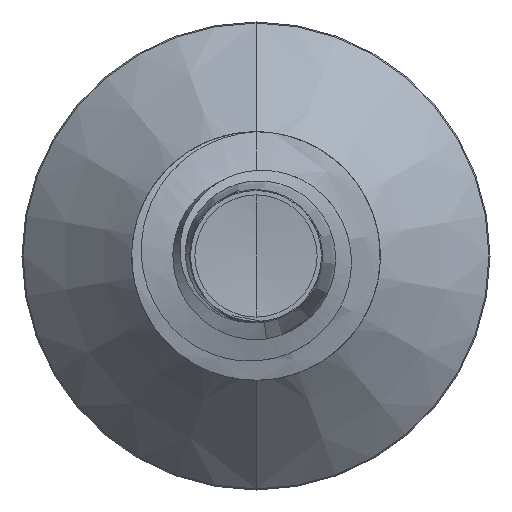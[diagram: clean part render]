
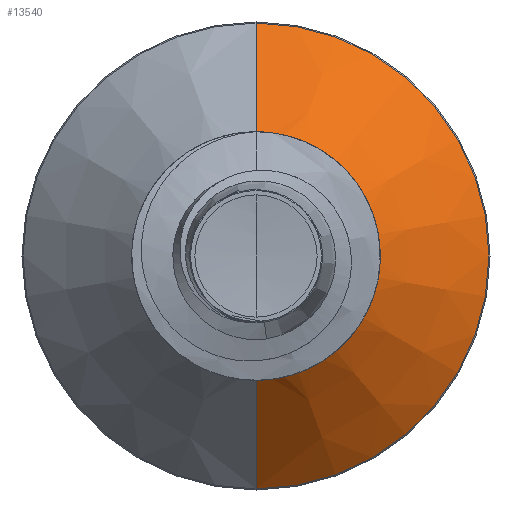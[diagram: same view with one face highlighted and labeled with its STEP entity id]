
A CAD part, front view. The second image highlights one B-rep face of the part: STEP entity #13540.
In plain terms, the highlighted conical face has half-angle 45 degrees and reference radius 2.744 mm.
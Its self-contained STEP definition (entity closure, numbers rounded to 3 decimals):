
#1428 = EDGE_CURVE ( 'NONE', #16017, #20892, #7023, .T. ) ;
#1593 = DIRECTION ( 'NONE',  ( 0., 0.707, 0.707 ) ) ;
#2220 = DIRECTION ( 'NONE',  ( 0., 0., 1. ) ) ;
#2263 = CARTESIAN_POINT ( 'NONE',  ( 0., 21.245, 0. ) ) ;
#2300 = DIRECTION ( 'NONE',  ( 0., 1., 0. ) ) ;
#3017 = ORIENTED_EDGE ( 'NONE', *, *, #20401, .T. ) ;
#3115 = AXIS2_PLACEMENT_3D ( 'NONE', #24171, #13653, #26242 ) ;
#3707 = CARTESIAN_POINT ( 'NONE',  ( 0., 21.245, -2.745 ) ) ;
#6166 = DIRECTION ( 'NONE',  ( 0., 0.707, -0.707 ) ) ;
#7023 = CIRCLE ( 'NONE', #12921, 5.624 ) ;
#7306 = CARTESIAN_POINT ( 'NONE',  ( 0., 24.124, 5.624 ) ) ;
#7320 = DIRECTION ( 'NONE',  ( 0., 0., 1. ) ) ;
#8836 = LINE ( 'NONE', #3707, #18747 ) ;
#9357 = DIRECTION ( 'NONE',  ( 0., 1., 0. ) ) ;
#9393 = CARTESIAN_POINT ( 'NONE',  ( 0., 24.124, 0. ) ) ;
#9801 = ORIENTED_EDGE ( 'NONE', *, *, #19813, .T. ) ;
#12501 = LINE ( 'NONE', #18898, #21455 ) ;
#12861 = CIRCLE ( 'NONE', #3115, 2.745 ) ;
#12921 = AXIS2_PLACEMENT_3D ( 'NONE', #9393, #9357, #7320 ) ;
#13540 = ADVANCED_FACE ( 'NONE', ( #15907 ), #24035, .T. ) ;
#13653 = DIRECTION ( 'NONE',  ( 0., 1., 0. ) ) ;
#15907 = FACE_OUTER_BOUND ( 'NONE', #22076, .T. ) ;
#16017 = VERTEX_POINT ( 'NONE', #7306 ) ;
#18116 = VERTEX_POINT ( 'NONE', #20133 ) ;
#18747 = VECTOR ( 'NONE', #6166, 1000. ) ;
#18898 = CARTESIAN_POINT ( 'NONE',  ( 0., 21.245, 2.745 ) ) ;
#19118 = EDGE_CURVE ( 'NONE', #21895, #16017, #12501, .T. ) ;
#19722 = ORIENTED_EDGE ( 'NONE', *, *, #19118, .F. ) ;
#19813 = EDGE_CURVE ( 'NONE', #18116, #20892, #8836, .T. ) ;
#20133 = CARTESIAN_POINT ( 'NONE',  ( 0., 21.245, -2.745 ) ) ;
#20401 = EDGE_CURVE ( 'NONE', #21895, #18116, #12861, .T. ) ;
#20892 = VERTEX_POINT ( 'NONE', #24421 ) ;
#20981 = ORIENTED_EDGE ( 'NONE', *, *, #1428, .F. ) ;
#21455 = VECTOR ( 'NONE', #1593, 1000. ) ;
#21880 = AXIS2_PLACEMENT_3D ( 'NONE', #2263, #2300, #2220 ) ;
#21895 = VERTEX_POINT ( 'NONE', #26952 ) ;
#22076 = EDGE_LOOP ( 'NONE', ( #3017, #9801, #20981, #19722 ) ) ;
#24035 = CONICAL_SURFACE ( 'NONE', #21880, 2.745, 0.785 ) ;
#24171 = CARTESIAN_POINT ( 'NONE',  ( 0., 21.245, 0. ) ) ;
#24421 = CARTESIAN_POINT ( 'NONE',  ( 0., 24.124, -5.624 ) ) ;
#26242 = DIRECTION ( 'NONE',  ( 0., 0., 1. ) ) ;
#26952 = CARTESIAN_POINT ( 'NONE',  ( 0., 21.245, 2.745 ) ) ;
